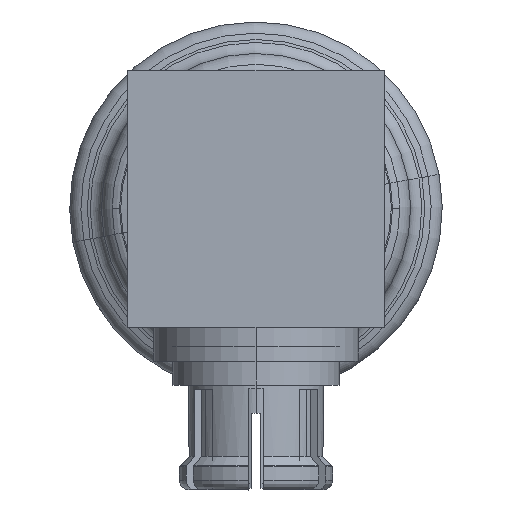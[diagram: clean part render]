
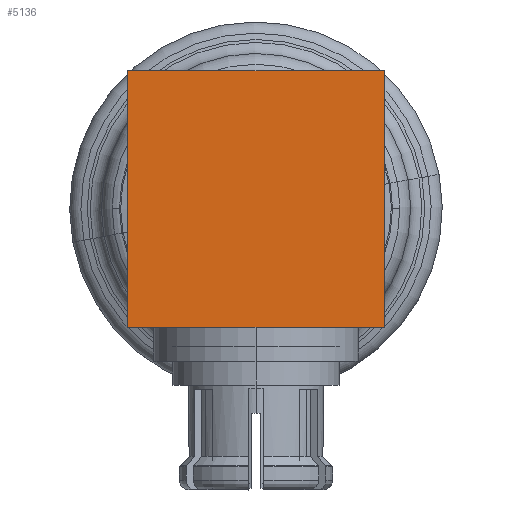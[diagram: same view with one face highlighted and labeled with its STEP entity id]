
A CAD part, top view. The second image highlights one B-rep face of the part: STEP entity #5136.
In plain terms, the highlighted face is planar.
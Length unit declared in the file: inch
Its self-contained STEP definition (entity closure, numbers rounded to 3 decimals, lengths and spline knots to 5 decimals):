
#11 = VERTEX_POINT ( 'NONE', #2076 ) ;
#377 = ORIENTED_EDGE ( 'NONE', *, *, #2774, .T. ) ;
#449 = CARTESIAN_POINT ( 'NONE',  ( -1.13982, -0.10452, -0.05256 ) ) ;
#613 = LINE ( 'NONE', #7027, #1473 ) ;
#640 = AXIS2_PLACEMENT_3D ( 'NONE', #6298, #6372, #5121 ) ;
#763 = LINE ( 'NONE', #805, #6904 ) ;
#805 = CARTESIAN_POINT ( 'NONE',  ( -1.13982, 0., -0.05256 ) ) ;
#984 = ORIENTED_EDGE ( 'NONE', *, *, #3050, .F. ) ;
#1473 = VECTOR ( 'NONE', #5123, 39.37008 ) ;
#1992 = VERTEX_POINT ( 'NONE', #449 ) ;
#2076 = CARTESIAN_POINT ( 'NONE',  ( -1.13982, -0.10452, 0.05256 ) ) ;
#2093 = EDGE_CURVE ( 'NONE', #11, #1992, #613, .T. ) ;
#2774 = EDGE_CURVE ( 'NONE', #6231, #11, #7276, .T. ) ;
#2885 = VECTOR ( 'NONE', #3954, 39.37008 ) ;
#2923 = VERTEX_POINT ( 'NONE', #7497 ) ;
#3050 = EDGE_CURVE ( 'NONE', #6231, #2923, #6533, .T. ) ;
#3295 = PLANE ( 'NONE',  #640 ) ;
#3682 = CARTESIAN_POINT ( 'NONE',  ( -1.13982, -0.20964, 0.05256 ) ) ;
#3954 = DIRECTION ( 'NONE',  ( 0., 0., -1. ) ) ;
#4780 = CARTESIAN_POINT ( 'NONE',  ( -1.13982, -0.20964, 0.05256 ) ) ;
#5121 = DIRECTION ( 'NONE',  ( 0., 0., 1. ) ) ;
#5123 = DIRECTION ( 'NONE',  ( 0., 0., -1. ) ) ;
#5136 = ADVANCED_FACE ( 'NONE', ( #7666 ), #3295, .T. ) ;
#5139 = ORIENTED_EDGE ( 'NONE', *, *, #5574, .F. ) ;
#5574 = EDGE_CURVE ( 'NONE', #2923, #1992, #763, .T. ) ;
#5901 = VECTOR ( 'NONE', #7953, 39.37008 ) ;
#5911 = DIRECTION ( 'NONE',  ( 0., 1., 0. ) ) ;
#6028 = ORIENTED_EDGE ( 'NONE', *, *, #2093, .T. ) ;
#6231 = VERTEX_POINT ( 'NONE', #3682 ) ;
#6298 = CARTESIAN_POINT ( 'NONE',  ( -1.13982, -0.20964, 0.05256 ) ) ;
#6372 = DIRECTION ( 'NONE',  ( -1., 0., 0. ) ) ;
#6533 = LINE ( 'NONE', #7110, #2885 ) ;
#6810 = EDGE_LOOP ( 'NONE', ( #6028, #5139, #984, #377 ) ) ;
#6904 = VECTOR ( 'NONE', #5911, 39.37008 ) ;
#7027 = CARTESIAN_POINT ( 'NONE',  ( -1.13982, -0.10452, 0.05256 ) ) ;
#7110 = CARTESIAN_POINT ( 'NONE',  ( -1.13982, -0.20964, 0.05256 ) ) ;
#7276 = LINE ( 'NONE', #4780, #5901 ) ;
#7497 = CARTESIAN_POINT ( 'NONE',  ( -1.13982, -0.20964, -0.05256 ) ) ;
#7666 = FACE_OUTER_BOUND ( 'NONE', #6810, .T. ) ;
#7953 = DIRECTION ( 'NONE',  ( 0., 1., 0. ) ) ;
